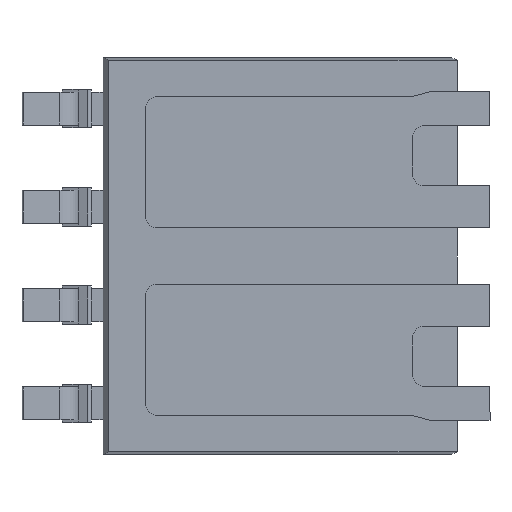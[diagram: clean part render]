
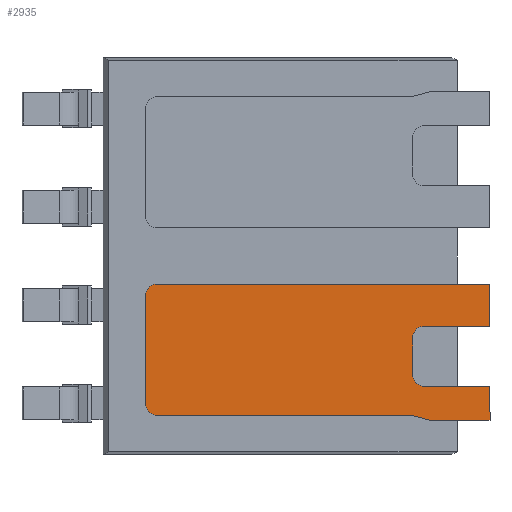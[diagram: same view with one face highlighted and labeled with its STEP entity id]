
A CAD part, front view. The second image highlights one B-rep face of the part: STEP entity #2935.
In plain terms, the highlighted planar face has unit normal (0, -1, 0).
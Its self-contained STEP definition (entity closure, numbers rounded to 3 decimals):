
#42 = VERTEX_POINT ( 'NONE', #1264 ) ;
#123 = EDGE_CURVE ( 'NONE', #1062, #4154, #4848, .T. ) ;
#157 = CARTESIAN_POINT ( 'NONE',  ( 2.025, 0., -2.062 ) ) ;
#320 = CARTESIAN_POINT ( 'NONE',  ( 0., 0., 0. ) ) ;
#381 = ORIENTED_EDGE ( 'NONE', *, *, #3643, .F. ) ;
#406 = VERTEX_POINT ( 'NONE', #4860 ) ;
#454 = CARTESIAN_POINT ( 'NONE',  ( 2.025, 0., -2.062 ) ) ;
#458 = VERTEX_POINT ( 'NONE', #1467 ) ;
#495 = AXIS2_PLACEMENT_3D ( 'NONE', #1369, #4836, #4084 ) ;
#507 = EDGE_CURVE ( 'NONE', #4154, #1226, #798, .T. ) ;
#512 = DIRECTION ( 'NONE',  ( 0., 0., -1. ) ) ;
#679 = AXIS2_PLACEMENT_3D ( 'NONE', #2376, #3536, #1627 ) ;
#683 = VECTOR ( 'NONE', #1867, 1000. ) ;
#763 = CARTESIAN_POINT ( 'NONE',  ( 3.025, 0., -0.907 ) ) ;
#778 = CARTESIAN_POINT ( 'NONE',  ( 2.175, 0., -0.907 ) ) ;
#786 = EDGE_CURVE ( 'NONE', #1548, #42, #2709, .T. ) ;
#798 = LINE ( 'NONE', #778, #683 ) ;
#889 = VECTOR ( 'NONE', #2195, 1000. ) ;
#979 = VERTEX_POINT ( 'NONE', #1090 ) ;
#1062 = VERTEX_POINT ( 'NONE', #4156 ) ;
#1086 = VECTOR ( 'NONE', #4291, 1000. ) ;
#1087 = ORIENTED_EDGE ( 'NONE', *, *, #1847, .F. ) ;
#1090 = CARTESIAN_POINT ( 'NONE',  ( -1.425, 0., -0.513 ) ) ;
#1154 = EDGE_CURVE ( 'NONE', #458, #4359, #1433, .T. ) ;
#1219 = CARTESIAN_POINT ( 'NONE',  ( 2.175, 0., -0.907 ) ) ;
#1226 = VERTEX_POINT ( 'NONE', #1219 ) ;
#1236 = CARTESIAN_POINT ( 'NONE',  ( 3.025, 0., -1.685 ) ) ;
#1264 = CARTESIAN_POINT ( 'NONE',  ( 2.258, 0., -2.125 ) ) ;
#1311 = CARTESIAN_POINT ( 'NONE',  ( -1.425, 0., -1.913 ) ) ;
#1369 = CARTESIAN_POINT ( 'NONE',  ( -1.275, 0., -1.913 ) ) ;
#1433 = LINE ( 'NONE', #1569, #4543 ) ;
#1437 = CARTESIAN_POINT ( 'NONE',  ( 3.025, 0., -2.125 ) ) ;
#1460 = ORIENTED_EDGE ( 'NONE', *, *, #4027, .F. ) ;
#1467 = CARTESIAN_POINT ( 'NONE',  ( 2.025, 0., -1.057 ) ) ;
#1548 = VERTEX_POINT ( 'NONE', #2998 ) ;
#1556 = ORIENTED_EDGE ( 'NONE', *, *, #2134, .F. ) ;
#1560 = EDGE_CURVE ( 'NONE', #2122, #1548, #4191, .T. ) ;
#1569 = CARTESIAN_POINT ( 'NONE',  ( 2.025, 0., -1.535 ) ) ;
#1627 = DIRECTION ( 'NONE',  ( -1., 0., 0. ) ) ;
#1649 = CARTESIAN_POINT ( 'NONE',  ( 3.025, 0., -0.907 ) ) ;
#1741 = DIRECTION ( 'NONE',  ( -1., 0., 0. ) ) ;
#1819 = VERTEX_POINT ( 'NONE', #4791 ) ;
#1847 = EDGE_CURVE ( 'NONE', #1226, #458, #4293, .T. ) ;
#1867 = DIRECTION ( 'NONE',  ( -1., 0., 0. ) ) ;
#1868 = EDGE_CURVE ( 'NONE', #1819, #2122, #2929, .T. ) ;
#1884 = ORIENTED_EDGE ( 'NONE', *, *, #2420, .F. ) ;
#1896 = DIRECTION ( 'NONE',  ( -1., 0., 0. ) ) ;
#1904 = VECTOR ( 'NONE', #3538, 1000. ) ;
#2023 = CARTESIAN_POINT ( 'NONE',  ( -1.425, 0., -0.513 ) ) ;
#2039 = ORIENTED_EDGE ( 'NONE', *, *, #1154, .F. ) ;
#2122 = VERTEX_POINT ( 'NONE', #1236 ) ;
#2134 = EDGE_CURVE ( 'NONE', #3049, #979, #3941, .T. ) ;
#2195 = DIRECTION ( 'NONE',  ( 1., 0., 0. ) ) ;
#2347 = VECTOR ( 'NONE', #4917, 1000. ) ;
#2356 = ORIENTED_EDGE ( 'NONE', *, *, #2990, .F. ) ;
#2375 = DIRECTION ( 'NONE',  ( -0.966, 0., 0.259 ) ) ;
#2376 = CARTESIAN_POINT ( 'NONE',  ( -1.275, 0., -0.513 ) ) ;
#2411 = DIRECTION ( 'NONE',  ( 0., 0., 1. ) ) ;
#2420 = EDGE_CURVE ( 'NONE', #42, #3034, #4474, .T. ) ;
#2449 = FACE_OUTER_BOUND ( 'NONE', #4686, .T. ) ;
#2514 = VECTOR ( 'NONE', #2411, 1000. ) ;
#2571 = CIRCLE ( 'NONE', #679, 0.15 ) ;
#2594 = PLANE ( 'NONE',  #4248 ) ;
#2612 = LINE ( 'NONE', #3068, #3455 ) ;
#2709 = LINE ( 'NONE', #4396, #3430 ) ;
#2892 = DIRECTION ( 'NONE',  ( 0., -1., 0. ) ) ;
#2925 = EDGE_CURVE ( 'NONE', #4359, #1819, #4398, .T. ) ;
#2929 = LINE ( 'NONE', #3656, #889 ) ;
#2935 = ADVANCED_FACE ( 'NONE', ( #2449 ), #2594, .F. ) ;
#2966 = DIRECTION ( 'NONE',  ( 0., 1., 0. ) ) ;
#2990 = EDGE_CURVE ( 'NONE', #979, #4364, #2571, .T. ) ;
#2998 = CARTESIAN_POINT ( 'NONE',  ( 3.025, 0., -2.125 ) ) ;
#3022 = CIRCLE ( 'NONE', #495, 0.15 ) ;
#3034 = VERTEX_POINT ( 'NONE', #157 ) ;
#3049 = VERTEX_POINT ( 'NONE', #1311 ) ;
#3068 = CARTESIAN_POINT ( 'NONE',  ( 3.025, 0., -0.362 ) ) ;
#3152 = CARTESIAN_POINT ( 'NONE',  ( -1.275, 0., -2.063 ) ) ;
#3163 = CARTESIAN_POINT ( 'NONE',  ( 2.025, 0., -1.535 ) ) ;
#3270 = LINE ( 'NONE', #3152, #1904 ) ;
#3340 = CARTESIAN_POINT ( 'NONE',  ( 2.175, 0., -1.535 ) ) ;
#3430 = VECTOR ( 'NONE', #1741, 1000. ) ;
#3455 = VECTOR ( 'NONE', #3472, 1000. ) ;
#3472 = DIRECTION ( 'NONE',  ( 1., 0., 0. ) ) ;
#3533 = ORIENTED_EDGE ( 'NONE', *, *, #4144, .F. ) ;
#3536 = DIRECTION ( 'NONE',  ( 0., 1., 0. ) ) ;
#3538 = DIRECTION ( 'NONE',  ( -1., 0., 0. ) ) ;
#3598 = ORIENTED_EDGE ( 'NONE', *, *, #2925, .F. ) ;
#3600 = CARTESIAN_POINT ( 'NONE',  ( -1.275, 0., -0.363 ) ) ;
#3643 = EDGE_CURVE ( 'NONE', #3034, #406, #3270, .T. ) ;
#3656 = CARTESIAN_POINT ( 'NONE',  ( 3.025, 0., -1.685 ) ) ;
#3718 = CARTESIAN_POINT ( 'NONE',  ( 2.175, 0., -1.057 ) ) ;
#3732 = DIRECTION ( 'NONE',  ( -1., 0., 0. ) ) ;
#3815 = ORIENTED_EDGE ( 'NONE', *, *, #507, .F. ) ;
#3941 = LINE ( 'NONE', #2023, #2514 ) ;
#4027 = EDGE_CURVE ( 'NONE', #406, #3049, #3022, .T. ) ;
#4062 = VECTOR ( 'NONE', #2375, 1000. ) ;
#4084 = DIRECTION ( 'NONE',  ( -1., 0., 0. ) ) ;
#4111 = ORIENTED_EDGE ( 'NONE', *, *, #786, .F. ) ;
#4144 = EDGE_CURVE ( 'NONE', #4364, #1062, #2612, .T. ) ;
#4154 = VERTEX_POINT ( 'NONE', #763 ) ;
#4156 = CARTESIAN_POINT ( 'NONE',  ( 3.025, 0., -0.362 ) ) ;
#4191 = LINE ( 'NONE', #1437, #2347 ) ;
#4192 = AXIS2_PLACEMENT_3D ( 'NONE', #3340, #4485, #3732 ) ;
#4246 = ORIENTED_EDGE ( 'NONE', *, *, #1560, .F. ) ;
#4248 = AXIS2_PLACEMENT_3D ( 'NONE', #320, #2966, #1896 ) ;
#4291 = DIRECTION ( 'NONE',  ( 0., 0., -1. ) ) ;
#4293 = CIRCLE ( 'NONE', #4871, 0.15 ) ;
#4359 = VERTEX_POINT ( 'NONE', #3163 ) ;
#4364 = VERTEX_POINT ( 'NONE', #3600 ) ;
#4396 = CARTESIAN_POINT ( 'NONE',  ( 2.258, 0., -2.125 ) ) ;
#4398 = CIRCLE ( 'NONE', #4192, 0.15 ) ;
#4433 = DIRECTION ( 'NONE',  ( -1., 0., 0. ) ) ;
#4474 = LINE ( 'NONE', #454, #4062 ) ;
#4485 = DIRECTION ( 'NONE',  ( 0., -1., 0. ) ) ;
#4543 = VECTOR ( 'NONE', #512, 1000. ) ;
#4686 = EDGE_LOOP ( 'NONE', ( #4111, #4246, #4746, #3598, #2039, #1087, #3815, #4790, #3533, #2356, #1556, #1460, #381, #1884 ) ) ;
#4746 = ORIENTED_EDGE ( 'NONE', *, *, #1868, .F. ) ;
#4790 = ORIENTED_EDGE ( 'NONE', *, *, #123, .F. ) ;
#4791 = CARTESIAN_POINT ( 'NONE',  ( 2.175, 0., -1.685 ) ) ;
#4836 = DIRECTION ( 'NONE',  ( 0., 1., 0. ) ) ;
#4848 = LINE ( 'NONE', #1649, #1086 ) ;
#4860 = CARTESIAN_POINT ( 'NONE',  ( -1.275, 0., -2.063 ) ) ;
#4871 = AXIS2_PLACEMENT_3D ( 'NONE', #3718, #2892, #4433 ) ;
#4917 = DIRECTION ( 'NONE',  ( 0., 0., -1. ) ) ;
